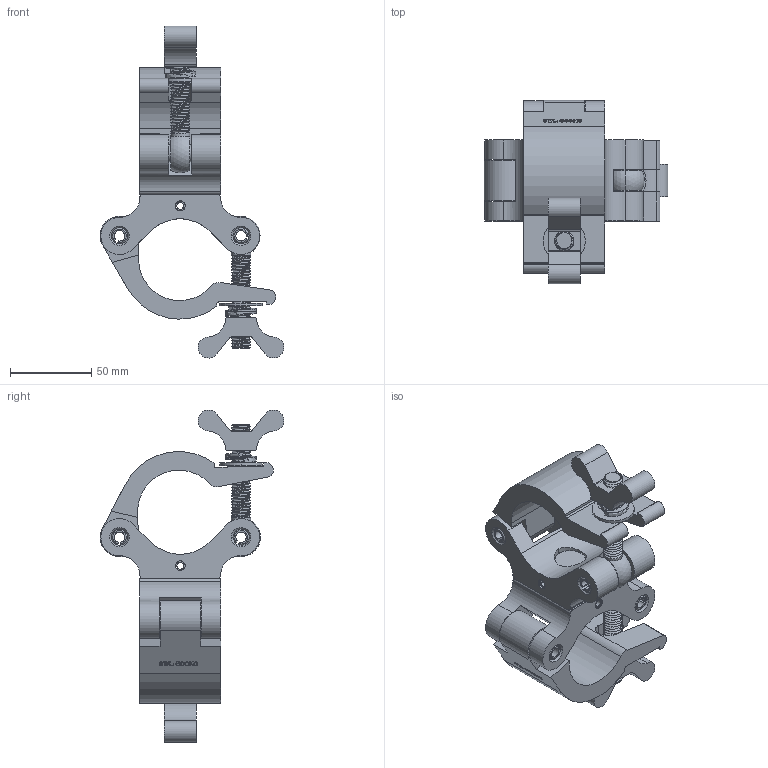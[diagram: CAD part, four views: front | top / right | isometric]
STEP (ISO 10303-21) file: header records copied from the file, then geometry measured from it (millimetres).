
FILE_DESCRIPTION(/* description */ ('50mm Heavy Duty Dual Swivel Clamp'),/* implementation_level */ '2;1');
FILE_NAME(/* name */ 'EVT50C-HSC.step',/* time_stamp */ '2024-01-24T15:41:38-08:00',/* author */ (''),/* organization */ (''),/* preprocessor_version */ 'ST-DEVELOPER v20',/* originating_system */ 'Autodesk Translation Framework v12.14.0.127',/* authorisation */ '');
FILE_SCHEMA (('AUTOMOTIVE_DESIGN { 1 0 10303 214 3 1 1 }'));
Length unit declared in the file: millimetre
Products named in the file (1): EVT50C-HSC
Bounding box: 113.46 x 113.48 x 204.89 mm (x, y, z)
Volume: 335386.4 mm3; surface area: 113965.7 mm2
Topology: 19 solids, 19 shells, 1041 faces, 2884 edges, 1892 vertices
Faces by surface type: plane 659, cylinder 256, cone 74, bspline 48, sphere 4
Entity records: 45131 total; most frequent: CARTESIAN_POINT 19088, ORIENTED_EDGE 5748, DIRECTION 4808, EDGE_CURVE 2874, LINE 2140, VECTOR 2140, VERTEX_POINT 1888, AXIS2_PLACEMENT_3D 1334
